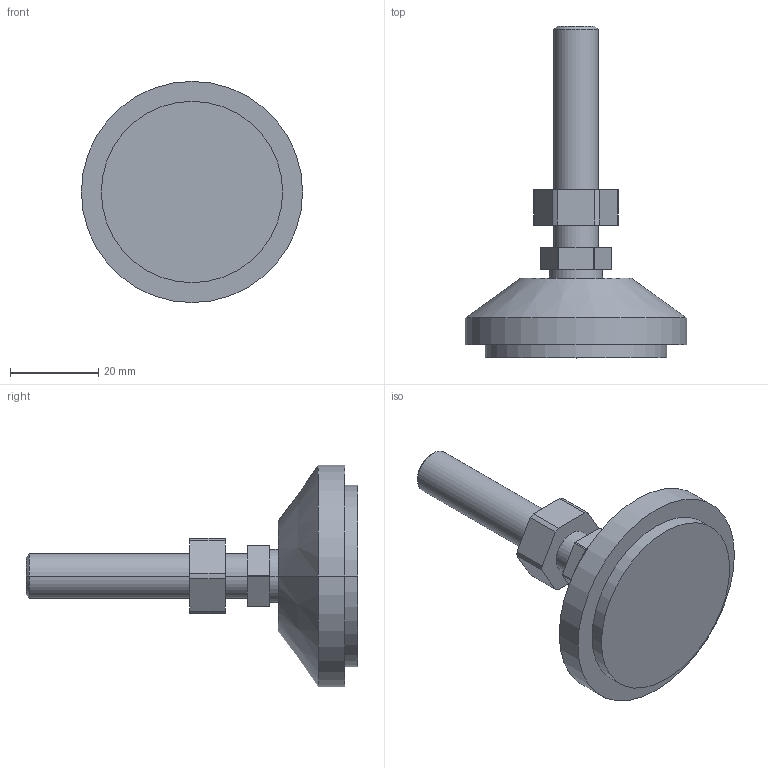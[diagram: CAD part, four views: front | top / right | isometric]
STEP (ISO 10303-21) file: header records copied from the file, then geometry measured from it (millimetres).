
FILE_DESCRIPTION((''),'2;1');
FILE_NAME('12049_NOGA_FI50_M10_GUMA','2022-09-19T07:21:19',('PredragRovcanin'),('Audax d.o.o.'),'CREO PARAMETRIC BY PTC INC, 2020281','CREO PARAMETRIC BY PTC INC, 2020281','');
FILE_SCHEMA(('AP242_MANAGED_MODEL_BASED_3D_ENGINEERING_MIM_LF { 1 0 10303 442 1 1 4 }'));
Length unit declared in the file: millimetre
Products named in the file (1): 12049_NOGA_FI50_M10_GUMA
Bounding box: 50 x 75 x 50 mm (x, y, z)
Volume: 32408.6 mm3; surface area: 9471.6 mm2
Topology: 1 solids, 2 shells, 48 faces, 117 edges, 78 vertices
Faces by surface type: cylinder 24, plane 20, cone 4
Entity records: 2738 total; most frequent: COLOUR_RGB 321, DIRECTION 267, CARTESIAN_POINT 244, ORIENTED_EDGE 228, PRESENTATION_STYLE_ASSIGNMENT 159, STYLED_ITEM 120, CURVE_STYLE 118, EDGE_CURVE 116
